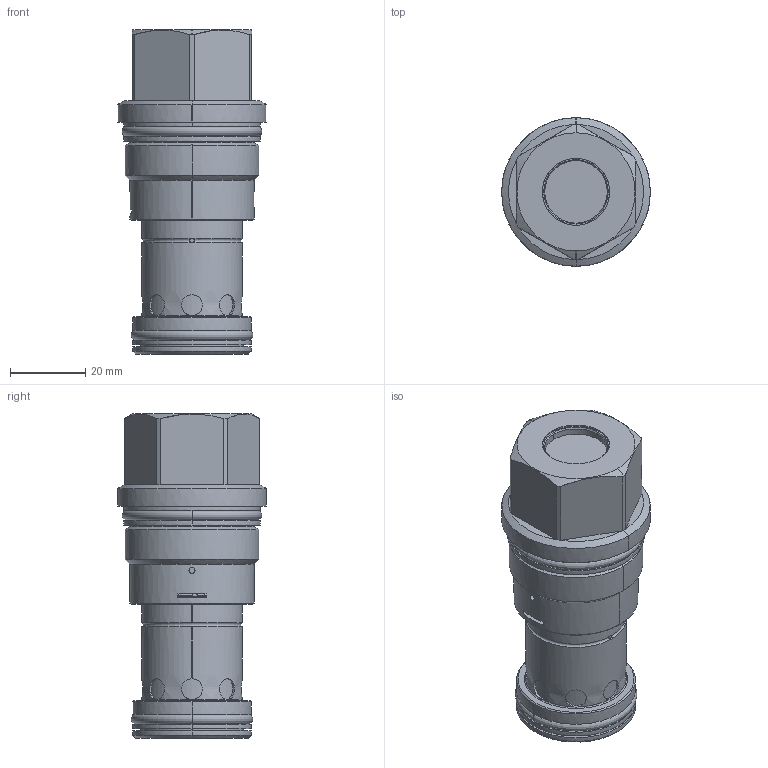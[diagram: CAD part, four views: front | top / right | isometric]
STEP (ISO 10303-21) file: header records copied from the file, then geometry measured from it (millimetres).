
FILE_DESCRIPTION((''),'2;1');
FILE_NAME('RPIC8WN_SW_PRT','2020-03-04T',('charlief'),(''),'PRO/ENGINEER BY PARAMETRIC TECHNOLOGY CORPORATION, 2016010','PRO/ENGINEER BY PARAMETRIC TECHNOLOGY CORPORATION, 2016010','');
FILE_SCHEMA(('CONFIG_CONTROL_DESIGN'));
Length unit declared in the file: inch
Products named in the file (1): RPIC8WN_SW_PRT
Bounding box: 39.6 x 39.6 x 86.54 mm (x, y, z)
Surface area: 18574.9 mm2 (no closed solid volume)
Topology: 0 solids, 0 shells, 185 faces, 918 edges, 902 vertices
Faces by surface type: bspline 161, torus 24
Entity records: 30235 total; most frequent: CARTESIAN_POINT 22591, DIRECTION 1172, TRIMMED_CURVE 912, DEFINITIONAL_REPRESENTATION 890, PCURVE 890, COMPOSITE_CURVE_SEGMENT 890, VECTOR 700, LINE 700
